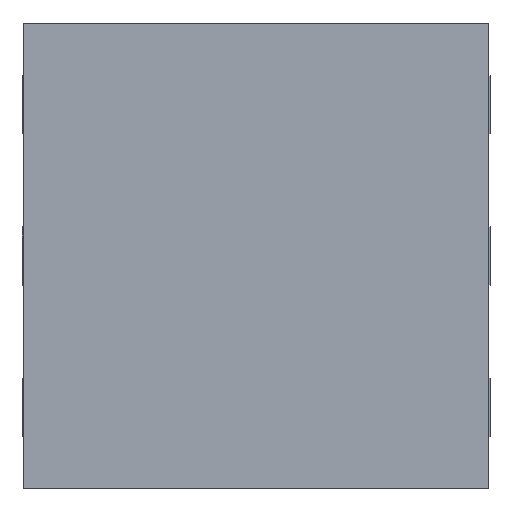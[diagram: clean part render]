
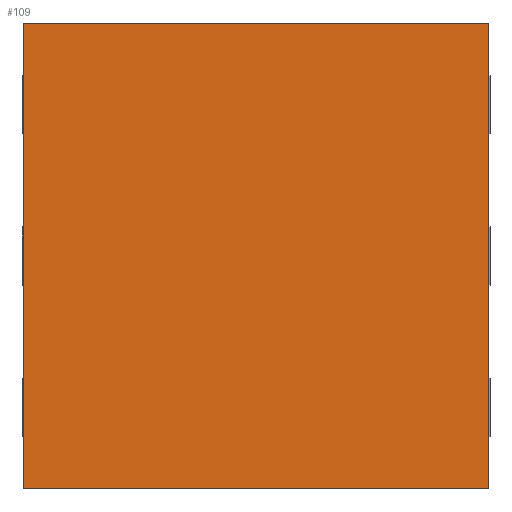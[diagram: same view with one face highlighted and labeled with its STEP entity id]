
A CAD part, top view. The second image highlights one B-rep face of the part: STEP entity #109.
In plain terms, the highlighted planar face has unit normal (0, 0, 1).
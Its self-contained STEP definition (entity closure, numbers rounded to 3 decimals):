
#70=CARTESIAN_POINT('',(1.,1.,0.75));
#71=DIRECTION('',(1.,0.,0.));
#72=DIRECTION('',(0.,0.,1.));
#73=AXIS2_PLACEMENT_3D('',#70,#72,#71);
#74=PLANE('',#73);
#75=CARTESIAN_POINT('',(0.,0.,0.75));
#76=VERTEX_POINT('',#75);
#77=CARTESIAN_POINT('',(2.,0.,0.75));
#78=VERTEX_POINT('',#77);
#79=CARTESIAN_POINT('',(0.,0.,0.75));
#80=DIRECTION('',(1.,0.,0.));
#81=VECTOR('',#80,2.);
#82=LINE('',#79,#81);
#83=EDGE_CURVE('',#76,#78,#82,.T.);
#84=ORIENTED_EDGE('E5',*,*,#83,.T.);
#85=CARTESIAN_POINT('',(2.,2.,0.75));
#86=VERTEX_POINT('',#85);
#87=CARTESIAN_POINT('',(2.,0.,0.75));
#88=DIRECTION('',(0.,1.,0.));
#89=VECTOR('',#88,2.);
#90=LINE('',#87,#89);
#91=EDGE_CURVE('',#78,#86,#90,.T.);
#92=ORIENTED_EDGE('E6',*,*,#91,.T.);
#93=CARTESIAN_POINT('',(0.,2.,0.75));
#94=VERTEX_POINT('',#93);
#95=CARTESIAN_POINT('',(2.,2.,0.75));
#96=DIRECTION('',(-1.,0.,0.));
#97=VECTOR('',#96,2.);
#98=LINE('',#95,#97);
#99=EDGE_CURVE('',#86,#94,#98,.T.);
#100=ORIENTED_EDGE('E7',*,*,#99,.T.);
#101=CARTESIAN_POINT('',(0.,2.,0.75));
#102=DIRECTION('',(0.,-1.,0.));
#103=VECTOR('',#102,2.);
#104=LINE('',#101,#103);
#105=EDGE_CURVE('',#94,#76,#104,.T.);
#106=ORIENTED_EDGE('E8',*,*,#105,.T.);
#107=EDGE_LOOP('',(#84,#92,#100,#106));
#108=FACE_OUTER_BOUND('',#107,.T.);
#109=ADVANCED_FACE('F2',(#108),#74,.T.);
